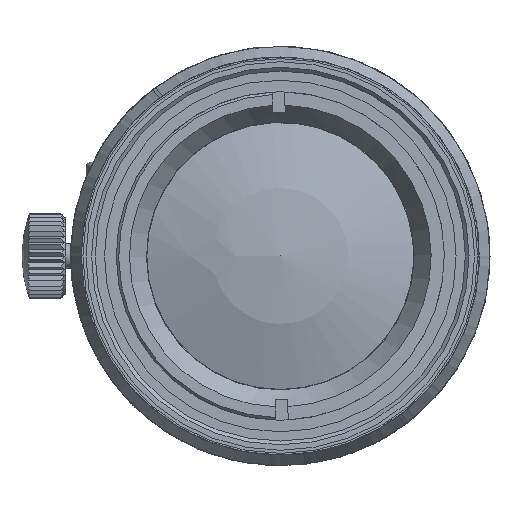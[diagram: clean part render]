
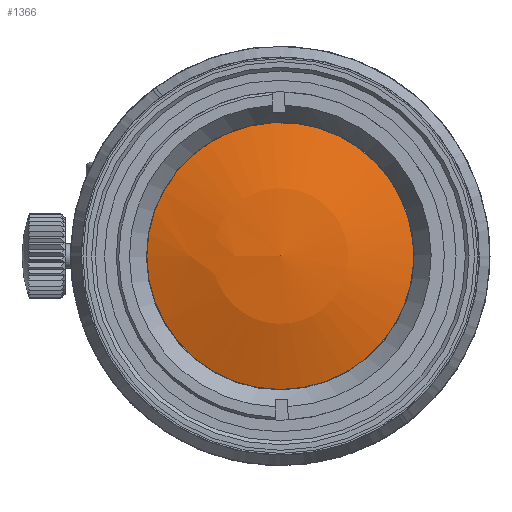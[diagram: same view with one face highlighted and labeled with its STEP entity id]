
A CAD part, left-side view. The second image highlights one B-rep face of the part: STEP entity #1366.
In plain terms, the highlighted spherical face has radius 30.837 mm.
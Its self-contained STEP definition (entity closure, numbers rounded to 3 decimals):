
#120=SPHERICAL_SURFACE('',#12357,30.837);
#162=VERTEX_LOOP('',#8893);
#1366=ADVANCED_FACE('',(#3256,#3257),#120,.T.);
#1990=CIRCLE('',#12355,10.819);
#3256=FACE_BOUND('',#162,.T.);
#3257=FACE_BOUND('',#4046,.T.);
#4046=EDGE_LOOP('',(#7393));
#7393=ORIENTED_EDGE('',*,*,#10602,.F.);
#8892=VERTEX_POINT('',#22566);
#8893=VERTEX_POINT('',#22568);
#10602=EDGE_CURVE('',#8892,#8892,#1990,.T.);
#12355=AXIS2_PLACEMENT_3D('',#22565,#14521,#14522);
#12357=AXIS2_PLACEMENT_3D('',#22569,#14525,#14526);
#14521=DIRECTION('',(1.,0.,0.));
#14522=DIRECTION('',(0.,0.,-1.));
#14525=DIRECTION('',(1.,0.,0.));
#14526=DIRECTION('',(0.,1.,0.));
#22565=CARTESIAN_POINT('',(-47.08,0.,0.));
#22566=CARTESIAN_POINT('',(-47.08,0.,-10.819));
#22568=CARTESIAN_POINT('',(-49.04,0.,0.));
#22569=CARTESIAN_POINT('',(-18.203,0.,0.));
